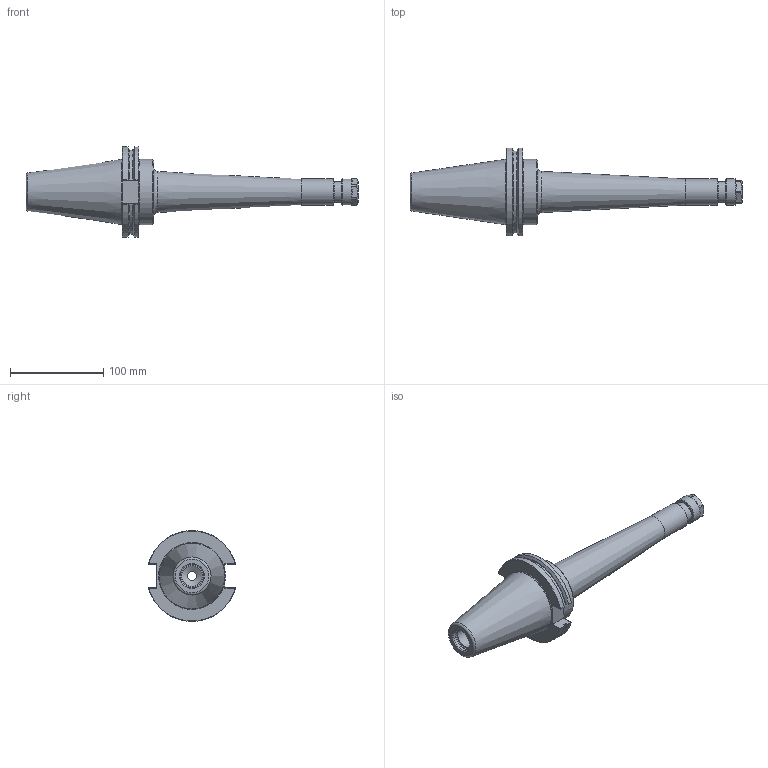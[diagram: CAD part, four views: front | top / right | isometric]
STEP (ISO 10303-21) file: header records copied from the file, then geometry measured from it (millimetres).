
FILE_DESCRIPTION(/* description */ (''),/* implementation_level */ '2;1');
FILE_NAME(/* name */ 'DCAT50-ER16H-1000.stp',/* time_stamp */ '2019-06-11T09:24:19-05:00',/* author */ ('ldfli'),/* organization */ (''),/* preprocessor_version */ 'ST-DEVELOPER v18',/* originating_system */ 'Autodesk Inventor LT',/* authorisation */ '');
FILE_SCHEMA (('AUTOMOTIVE_DESIGN { 1 0 10303 214 3 1 1 }'));
Length unit declared in the file: millimetre
Products named in the file (1): DCAT50-ER16H-1000
Bounding box: 355.77 x 93.8 x 97.14 mm (x, y, z)
Volume: 586469.2 mm3; surface area: 76180.9 mm2
Topology: 2 solids, 2 shells, 115 faces, 340 edges, 238 vertices
Faces by surface type: plane 50, cone 27, cylinder 22, torus 15, bspline 1
Full cylindrical faces by diameter (mm): 9.728 x1, 10 x1, 11.21 x1, 12.552 x1, 14.64 x1, 18.5 x1, 20.5 x1, 21.971 x1, 22 x1, 23.56 x1, 25 x1, 25.4 x1, 28 x2, 69.85 x1, 70 x1
Entity records: 4050 total; most frequent: CARTESIAN_POINT 904, ORIENTED_EDGE 680, DIRECTION 673, EDGE_CURVE 340, AXIS2_PLACEMENT_3D 282, VERTEX_POINT 238, CIRCLE 167, EDGE_LOOP 128
